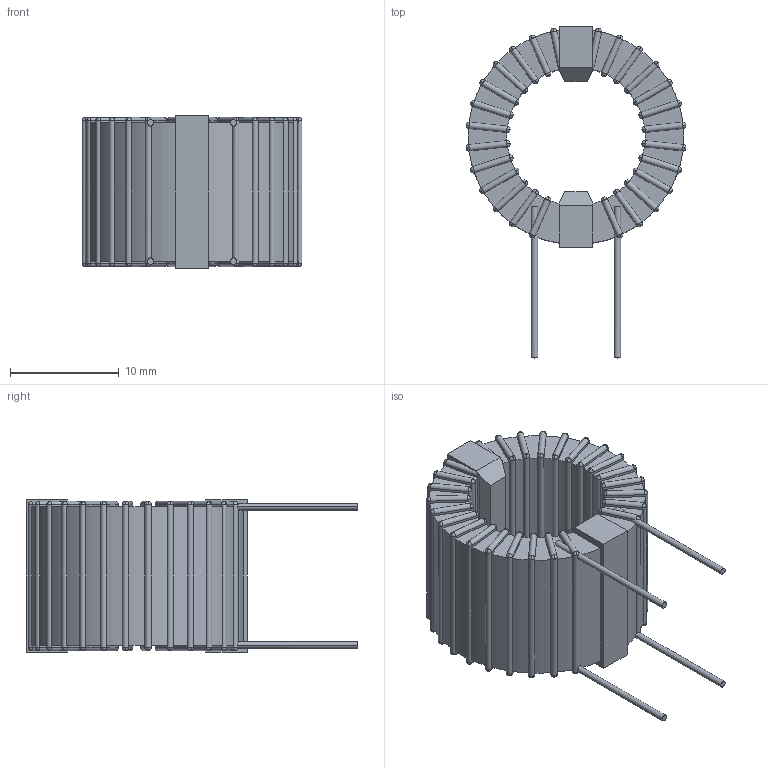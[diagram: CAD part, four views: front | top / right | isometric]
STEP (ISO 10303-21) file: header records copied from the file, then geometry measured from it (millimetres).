
FILE_DESCRIPTION((''),'2;1');
FILE_NAME('7112-RC','2012-08-14T',('ryans'),('Bourns, Inc.'),'PRO/ENGINEER BY PARAMETRIC TECHNOLOGY CORPORATION, 2010100','PRO/ENGINEER BY PARAMETRIC TECHNOLOGY CORPORATION, 2010100','');
FILE_SCHEMA(('CONFIG_CONTROL_DESIGN'));
Length unit declared in the file: inch
Products named in the file (1): 7112-RC
Bounding box: 20.21 x 30.48 x 13.97 mm (x, y, z)
Volume: 2575 mm3; surface area: 2178.3 mm2
Topology: 1 solids, 1 shells, 574 faces, 1504 edges, 932 vertices
Faces by surface type: sphere 204, plane 200, cylinder 170
Entity records: 18363 total; most frequent: CARTESIAN_POINT 3723, DIRECTION 3356, ORIENTED_EDGE 3008, EDGE_CURVE 1504, AXIS2_PLACEMENT_3D 1368, VERTEX_POINT 932, CIRCLE 794, VECTOR 620
